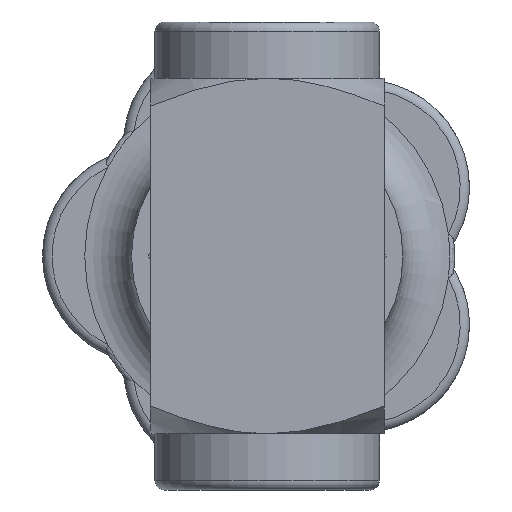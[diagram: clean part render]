
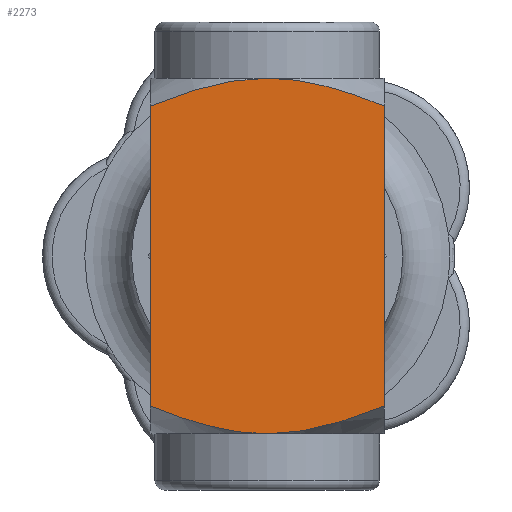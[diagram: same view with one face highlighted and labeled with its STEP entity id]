
A CAD part, front view. The second image highlights one B-rep face of the part: STEP entity #2273.
In plain terms, the highlighted planar face has unit normal (0, -1, 0).
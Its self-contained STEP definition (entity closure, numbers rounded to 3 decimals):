
#131=(
BOUNDED_CURVE()
B_SPLINE_CURVE(2,(#3876,#3877,#3878),.UNSPECIFIED.,.F.,.F.)
B_SPLINE_CURVE_WITH_KNOTS((3,3),(0.139,1.478),
 .UNSPECIFIED.)
CURVE()
GEOMETRIC_REPRESENTATION_ITEM()
RATIONAL_B_SPLINE_CURVE((1.021,1.11,1.))
REPRESENTATION_ITEM('')
);
#134=(
BOUNDED_CURVE()
B_SPLINE_CURVE(2,(#3890,#3891,#3892),.UNSPECIFIED.,.F.,.F.)
B_SPLINE_CURVE_WITH_KNOTS((3,3),(1.478,2.818),
 .UNSPECIFIED.)
CURVE()
GEOMETRIC_REPRESENTATION_ITEM()
RATIONAL_B_SPLINE_CURVE((1.,1.11,1.021))
REPRESENTATION_ITEM('')
);
#139=(
BOUNDED_CURVE()
B_SPLINE_CURVE(2,(#3917,#3918,#3919),.UNSPECIFIED.,.F.,.F.)
B_SPLINE_CURVE_WITH_KNOTS((3,3),(0.139,1.478),
 .UNSPECIFIED.)
CURVE()
GEOMETRIC_REPRESENTATION_ITEM()
RATIONAL_B_SPLINE_CURVE((1.021,1.11,1.))
REPRESENTATION_ITEM('')
);
#142=(
BOUNDED_CURVE()
B_SPLINE_CURVE(2,(#3931,#3932,#3933),.UNSPECIFIED.,.F.,.F.)
B_SPLINE_CURVE_WITH_KNOTS((3,3),(1.478,2.818),
 .UNSPECIFIED.)
CURVE()
GEOMETRIC_REPRESENTATION_ITEM()
RATIONAL_B_SPLINE_CURVE((1.,1.11,1.021))
REPRESENTATION_ITEM('')
);
#249=PLANE('',#2622);
#315=LINE('',#3959,#397);
#316=LINE('',#3961,#398);
#397=VECTOR('',#3126,32.021);
#398=VECTOR('',#3129,32.021);
#538=FACE_OUTER_BOUND('',#689,.T.);
#689=EDGE_LOOP('',(#1848,#1849,#1850,#1851,#1852,#1853));
#1010=VERTEX_POINT('',#3874);
#1011=VERTEX_POINT('',#3875);
#1013=VERTEX_POINT('',#3885);
#1018=VERTEX_POINT('',#3915);
#1019=VERTEX_POINT('',#3916);
#1021=VERTEX_POINT('',#3926);
#1290=EDGE_CURVE('',#1010,#1011,#131,.T.);
#1294=EDGE_CURVE('',#1011,#1013,#134,.T.);
#1302=EDGE_CURVE('',#1018,#1019,#139,.T.);
#1306=EDGE_CURVE('',#1019,#1021,#142,.T.);
#1316=EDGE_CURVE('',#1013,#1018,#315,.T.);
#1317=EDGE_CURVE('',#1010,#1021,#316,.T.);
#1848=ORIENTED_EDGE('',*,*,#1294,.T.);
#1849=ORIENTED_EDGE('',*,*,#1316,.T.);
#1850=ORIENTED_EDGE('',*,*,#1302,.T.);
#1851=ORIENTED_EDGE('',*,*,#1306,.T.);
#1852=ORIENTED_EDGE('',*,*,#1317,.F.);
#1853=ORIENTED_EDGE('',*,*,#1290,.T.);
#2273=ADVANCED_FACE('',(#538),#249,.T.);
#2622=AXIS2_PLACEMENT_3D('',#3962,#3130,#3131);
#3126=DIRECTION('',(0.,0.,-1.));
#3129=DIRECTION('',(0.,0.,-1.));
#3130=DIRECTION('center_axis',(0.,-1.,0.));
#3131=DIRECTION('ref_axis',(0.,0.,-1.));
#3874=CARTESIAN_POINT('',(12.5,-12.5,16.011));
#3875=CARTESIAN_POINT('',(0.,-12.5,19.));
#3876=CARTESIAN_POINT('Ctrl Pts',(12.5,-12.5,16.011));
#3877=CARTESIAN_POINT('Ctrl Pts',(5.178,-12.5,19.));
#3878=CARTESIAN_POINT('Ctrl Pts',(0.,-12.5,19.));
#3885=CARTESIAN_POINT('',(-12.5,-12.5,16.011));
#3890=CARTESIAN_POINT('Ctrl Pts',(0.,-12.5,19.));
#3891=CARTESIAN_POINT('Ctrl Pts',(-5.178,-12.5,19.));
#3892=CARTESIAN_POINT('Ctrl Pts',(-12.5,-12.5,16.011));
#3915=CARTESIAN_POINT('',(-12.5,-12.5,-16.011));
#3916=CARTESIAN_POINT('',(0.,-12.5,-19.));
#3917=CARTESIAN_POINT('Ctrl Pts',(-12.5,-12.5,-16.011));
#3918=CARTESIAN_POINT('Ctrl Pts',(-5.178,-12.5,-19.));
#3919=CARTESIAN_POINT('Ctrl Pts',(0.,-12.5,-19.));
#3926=CARTESIAN_POINT('',(12.5,-12.5,-16.011));
#3931=CARTESIAN_POINT('Ctrl Pts',(0.,-12.5,-19.));
#3932=CARTESIAN_POINT('Ctrl Pts',(5.178,-12.5,-19.));
#3933=CARTESIAN_POINT('Ctrl Pts',(12.5,-12.5,-16.011));
#3959=CARTESIAN_POINT('',(-12.5,-12.5,16.011));
#3961=CARTESIAN_POINT('',(12.5,-12.5,16.011));
#3962=CARTESIAN_POINT('Origin',(12.5,-12.5,0.));
